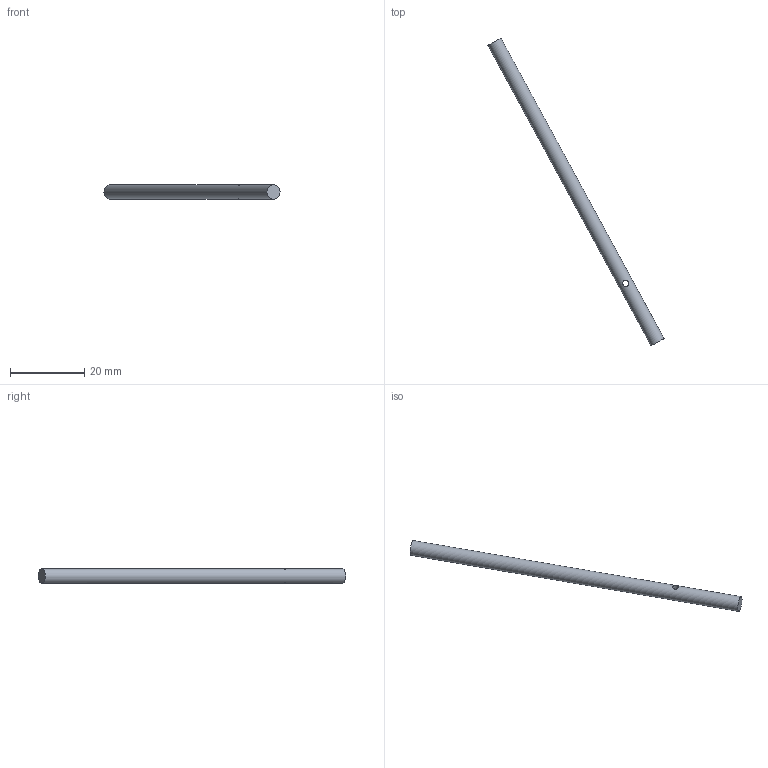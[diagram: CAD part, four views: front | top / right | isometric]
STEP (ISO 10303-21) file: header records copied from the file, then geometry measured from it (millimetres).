
FILE_DESCRIPTION(/* description */ (''),/* implementation_level */ '2;1');
FILE_NAME(/* name */ 'Rod_92mm.step',/* time_stamp */ '2026-01-01T21:44:54+01:00',/* author */ (''),/* organization */ (''),/* preprocessor_version */ 'ST-DEVELOPER v20.1',/* originating_system */ 'Autodesk Translation Framework v14.21.0.0',/* authorisation */ '');
FILE_SCHEMA (('AUTOMOTIVE_DESIGN { 1 0 10303 214 3 1 1 }'));
Length unit declared in the file: millimetre
Products named in the file (2): TabletHolderAssembly_NokiaT10; Rod_92mm
Assembly tree (1 placements, depth 2):
  TabletHolderAssembly_NokiaT10
    Rod_92mm
Bounding box: 47.39 x 82.77 x 4 mm (x, y, z)
Volume: 1148 mm3; surface area: 1196.5 mm2
Topology: 1 solids, 1 shells, 4 faces, 8 edges, 6 vertices
Faces by surface type: cylinder 2, plane 2
Full cylindrical faces by diameter (mm): 1.623 x1, 4 x1
Entity records: 227 total; most frequent: CARTESIAN_POINT 89, DIRECTION 20, ORIENTED_EDGE 16, AXIS2_PLACEMENT_3D 9, EDGE_CURVE 8, EDGE_LOOP 6, VERTEX_POINT 6, FACE_OUTER_BOUND 4
